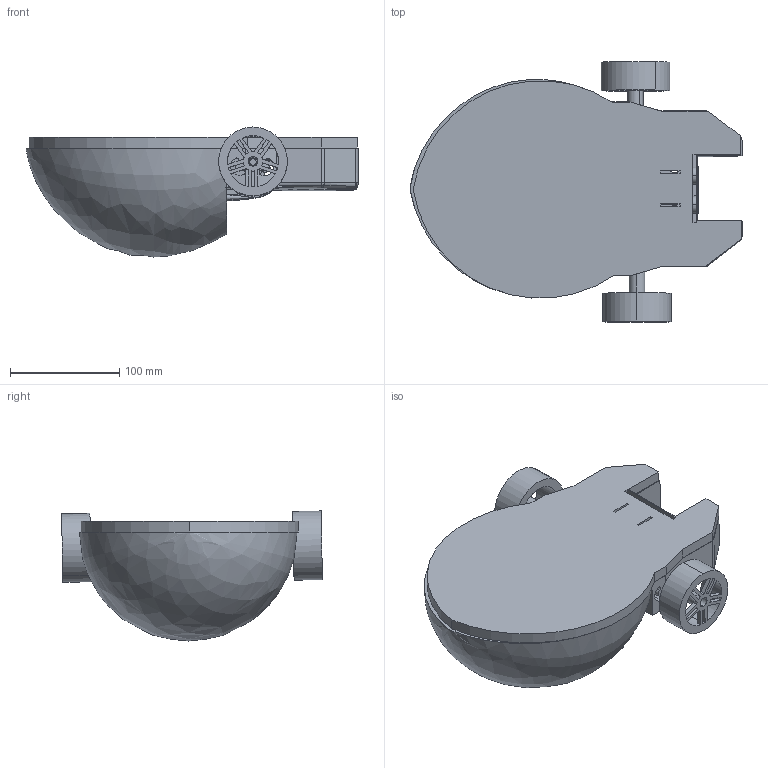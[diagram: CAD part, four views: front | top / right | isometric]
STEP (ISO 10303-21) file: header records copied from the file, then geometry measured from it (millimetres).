
FILE_DESCRIPTION (( 'STEP AP214' ), '1' );
FILE_NAME ('FinalAssemply.STEP', '2022-06-18T15:58:35', ( '' ), ( '' ), 'SwSTEP 2.0', 'SolidWorks 2021', '' );
FILE_SCHEMA (( 'AUTOMOTIVE_DESIGN' ));
Length unit declared in the file: millimetre
Products named in the file (8): ultrasonic-sensor.step; upper new chasis - Copyfinal; lowerChassis; motor.step; Part1^Assem1; wheel-basic.step; FinalAssemply; Part2^Assem1
Assembly tree (7 placements, depth 2):
  Part1^Assem1
  FinalAssemply
    upper new chasis - Copyfinal
    wheel-basic.step  x2
    ultrasonic-sensor.step
    motor.step  x2
    lowerChassis
  Part2^Assem1
Bounding box: 304.49 x 239.23 x 119.34 mm (x, y, z)
Volume: 948204.5 mm3; surface area: 333711.9 mm2
Topology: 8 solids, 8 shells, 405 faces, 1114 edges, 723 vertices
Faces by surface type: plane 225, cylinder 161, cone 8, bspline 5, sphere 5, torus 1
Entity records: 11252 total; most frequent: CARTESIAN_POINT 2311, ORIENTED_EDGE 1838, DIRECTION 1759, EDGE_CURVE 919, LINE 597, VECTOR 597, VERTEX_POINT 597, AXIS2_PLACEMENT_3D 581
